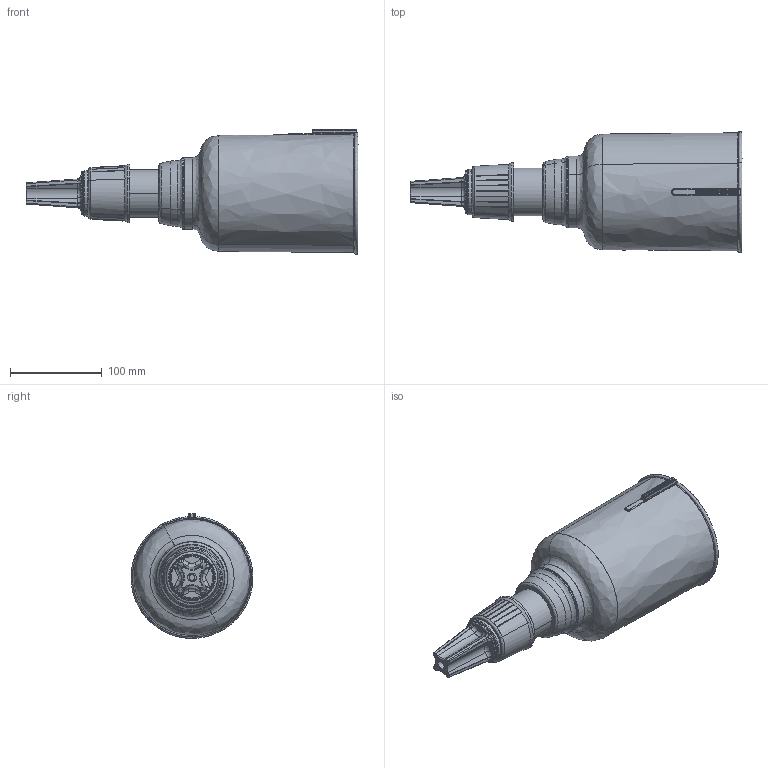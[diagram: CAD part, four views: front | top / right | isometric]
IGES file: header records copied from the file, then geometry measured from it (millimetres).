
Start section: START RECORD GO HERE.
Global section: file name: 0430035002.igs; native system: IBM CATIA IGES - CATIA Version 5 Release 17 ; preprocessor: CATIA Version 5 Release 17 ; author: pbm; organization: DKAVKINT; date: 20110405.130320; units: millimetre
Bounding box: 362 x 132.95 x 136.1 mm (x, y, z)
Surface area: 231092 mm2 (no closed solid volume)
Topology: 0 solids, 499 shells, 499 faces, 2322 edges, 2308 vertices
Faces by surface type: bspline 499
